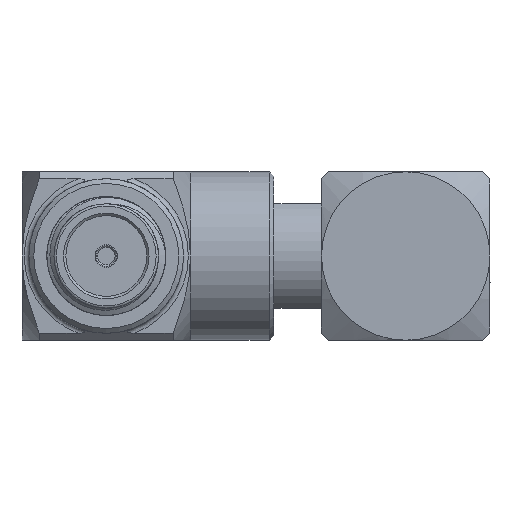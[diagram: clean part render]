
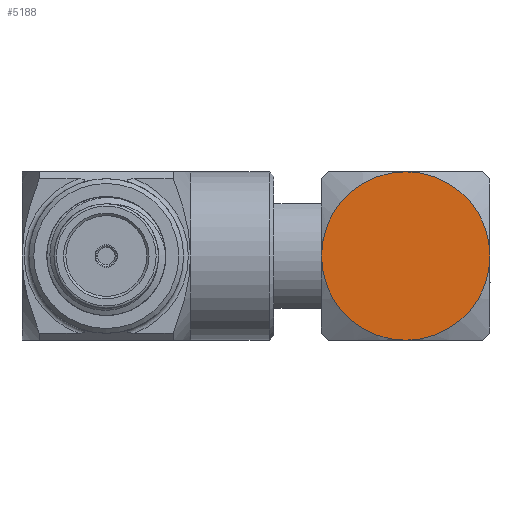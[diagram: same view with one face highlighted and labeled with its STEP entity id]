
A CAD part, left-side view. The second image highlights one B-rep face of the part: STEP entity #5188.
In plain terms, the highlighted planar face has unit normal (-1, 0, 0).
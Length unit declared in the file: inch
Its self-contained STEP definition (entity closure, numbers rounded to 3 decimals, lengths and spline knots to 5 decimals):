
#112 = VERTEX_POINT ( 'NONE', #5134 ) ;
#127 = ORIENTED_EDGE ( 'NONE', *, *, #4701, .T. ) ;
#218 = DIRECTION ( 'NONE',  ( 0., 0., 1. ) ) ;
#359 = EDGE_LOOP ( 'NONE', ( #9362, #703, #127, #4766 ) ) ;
#515 = CARTESIAN_POINT ( 'NONE',  ( 0.55906, -0.4525, 0. ) ) ;
#703 = ORIENTED_EDGE ( 'NONE', *, *, #9394, .T. ) ;
#717 = VERTEX_POINT ( 'NONE', #2789 ) ;
#943 = VERTEX_POINT ( 'NONE', #6850 ) ;
#948 = DIRECTION ( 'NONE',  ( 0., 0., 1. ) ) ;
#1329 = CARTESIAN_POINT ( 'NONE',  ( 0.55906, -0.62967, 0. ) ) ;
#1377 = DIRECTION ( 'NONE',  ( 0., 0., 1. ) ) ;
#1661 = CARTESIAN_POINT ( 'NONE',  ( 0.55906, -0.4525, -0.17717 ) ) ;
#1675 = AXIS2_PLACEMENT_3D ( 'NONE', #6945, #7722, #218 ) ;
#2169 = AXIS2_PLACEMENT_3D ( 'NONE', #4165, #4852, #9396 ) ;
#2308 = AXIS2_PLACEMENT_3D ( 'NONE', #3215, #3921, #948 ) ;
#2789 = CARTESIAN_POINT ( 'NONE',  ( 0.55906, -0.62967, -0.17717 ) ) ;
#3215 = CARTESIAN_POINT ( 'NONE',  ( 0.55906, -0.62967, 0. ) ) ;
#3287 = DIRECTION ( 'NONE',  ( 0., 0., 1. ) ) ;
#3446 = CIRCLE ( 'NONE', #8978, 0.17717 ) ;
#3921 = DIRECTION ( 'NONE',  ( -1., 0., 0. ) ) ;
#3989 = DIRECTION ( 'NONE',  ( -1., 0., 0. ) ) ;
#4165 = CARTESIAN_POINT ( 'NONE',  ( 0.55906, -0.62967, 0. ) ) ;
#4680 = CIRCLE ( 'NONE', #2308, 0.17717 ) ;
#4701 = EDGE_CURVE ( 'NONE', #717, #112, #7855, .T. ) ;
#4730 = FACE_OUTER_BOUND ( 'NONE', #359, .T. ) ;
#4766 = ORIENTED_EDGE ( 'NONE', *, *, #9385, .T. ) ;
#4852 = DIRECTION ( 'NONE',  ( -1., 0., 0. ) ) ;
#5134 = CARTESIAN_POINT ( 'NONE',  ( 0.55906, -0.80683, 0. ) ) ;
#5188 = ADVANCED_FACE ( 'NONE', ( #4730 ), #7743, .T. ) ;
#5944 = CIRCLE ( 'NONE', #1675, 0.17717 ) ;
#6742 = VERTEX_POINT ( 'NONE', #515 ) ;
#6850 = CARTESIAN_POINT ( 'NONE',  ( 0.55906, -0.62967, 0.17717 ) ) ;
#6945 = CARTESIAN_POINT ( 'NONE',  ( 0.55906, -0.62967, 0. ) ) ;
#7365 = DIRECTION ( 'NONE',  ( -1., 0., 0. ) ) ;
#7722 = DIRECTION ( 'NONE',  ( -1., 0., 0. ) ) ;
#7743 = PLANE ( 'NONE',  #8045 ) ;
#7855 = CIRCLE ( 'NONE', #2169, 0.17717 ) ;
#8045 = AXIS2_PLACEMENT_3D ( 'NONE', #1661, #3989, #3287 ) ;
#8326 = EDGE_CURVE ( 'NONE', #943, #6742, #3446, .T. ) ;
#8978 = AXIS2_PLACEMENT_3D ( 'NONE', #1329, #7365, #1377 ) ;
#9362 = ORIENTED_EDGE ( 'NONE', *, *, #8326, .T. ) ;
#9385 = EDGE_CURVE ( 'NONE', #112, #943, #4680, .T. ) ;
#9394 = EDGE_CURVE ( 'NONE', #6742, #717, #5944, .T. ) ;
#9396 = DIRECTION ( 'NONE',  ( 0., 0., 1. ) ) ;
